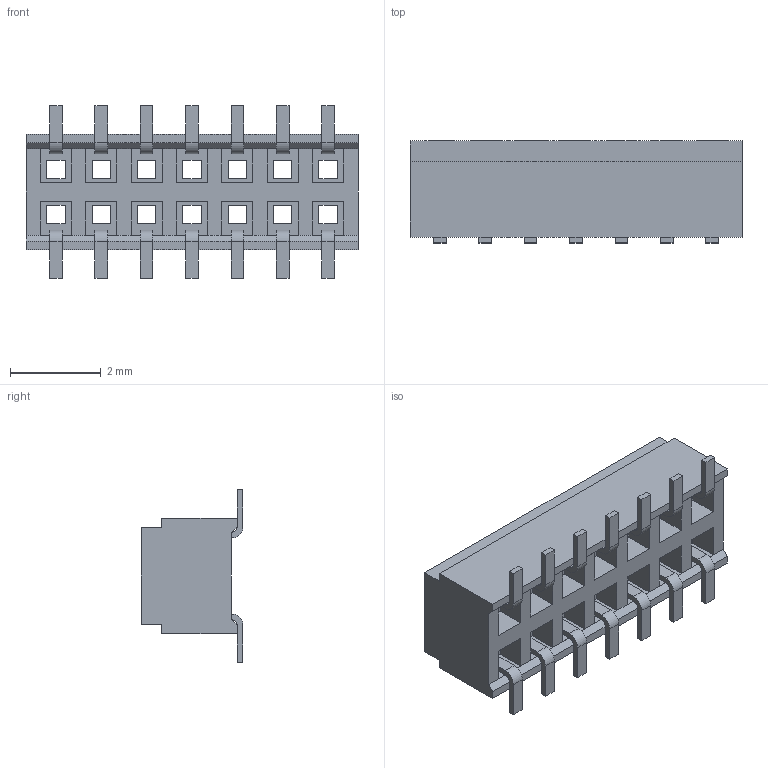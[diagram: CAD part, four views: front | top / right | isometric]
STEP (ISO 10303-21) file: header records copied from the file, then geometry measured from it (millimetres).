
FILE_DESCRIPTION(/* description */ ('STEP AP242','CAx-IF Rec.Pracs.---Representation and Presentation of Product Manufacturing Information (PMI)---4.0---2014-10-13','CAx-IF Rec.Pracs.---3D Tessellated Geometry---0.4---2014-09-14','2;1'),/* implementation_level */ '2;1');
FILE_NAME(/* name */ '621569d7df285e20f11ee7b3',/* time_stamp */ '2022-02-22T22:55:20+00:00',/* author */ (''),/* organization */ (''),/* preprocessor_version */ 'ST-DEVELOPER v18.101',/* originating_system */ ' ',/* authorisation */ ' ');
FILE_SCHEMA (('AP242_MANAGED_MODEL_BASED_3D_ENGINEERING_MIM_LF { 1 0 10303 442 1 1 4 }'));
Length unit declared in the file: metre
Products named in the file (3): CLM-107-02-L-D-K-TR; _C-07-02_pins; _CLM-107-02-L-D-K-TR_socket
Assembly tree (2 placements, depth 2):
  CLM-107-02-L-D-K-TR
    _C-07-02_pins
    _CLM-107-02-L-D-K-TR_socket
Bounding box: 7.32 x 2.25 x 3.81 mm (x, y, z)
Volume: 29.8 mm3; surface area: 164.5 mm2
Topology: 2 solids, 2 shells, 318 faces, 844 edges, 544 vertices
Faces by surface type: plane 290, cylinder 28
Entity records: 9764 total; most frequent: CARTESIAN_POINT 1709, ORIENTED_EDGE 1688, DIRECTION 1542, EDGE_CURVE 844, LINE 788, VECTOR 788, VERTEX_POINT 544, AXIS2_PLACEMENT_3D 377
